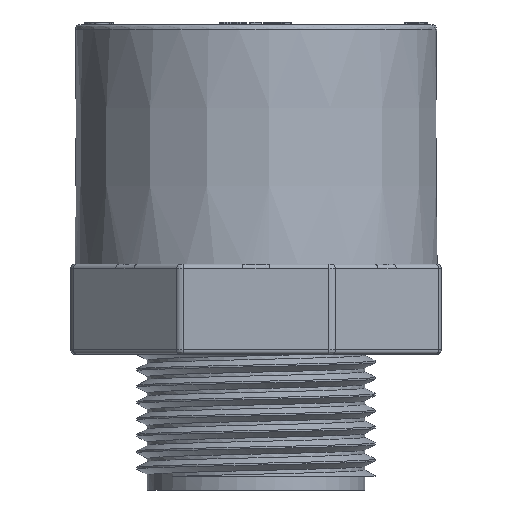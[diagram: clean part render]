
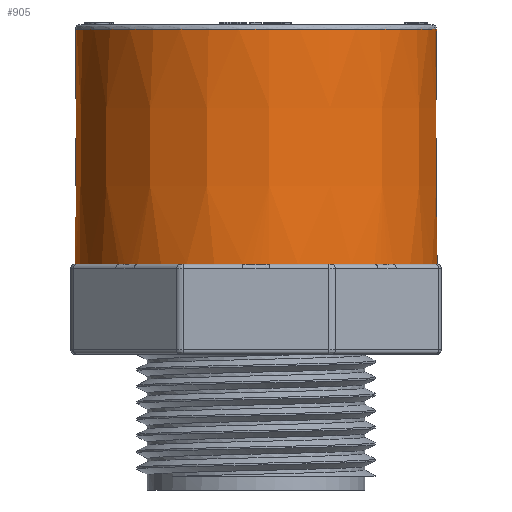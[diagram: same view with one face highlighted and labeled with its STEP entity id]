
A CAD part, front view. The second image highlights one B-rep face of the part: STEP entity #905.
In plain terms, the highlighted conical face has half-angle 0.116 degrees and reference radius 20 mm.
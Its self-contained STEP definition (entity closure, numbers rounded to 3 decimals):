
#50=CONICAL_SURFACE('',#14098,20.,0.116);
#905=ADVANCED_FACE('',(#3952,#3953),#50,.T.);
#3837=CIRCLE('',#14072,20.054);
#3839=CIRCLE('',#14075,20.054);
#3840=CIRCLE('',#14077,20.054);
#3843=CIRCLE('',#14081,20.054);
#3845=CIRCLE('',#14085,20.001);
#3846=CIRCLE('',#14086,20.054);
#3847=CIRCLE('',#14087,20.054);
#3848=CIRCLE('',#14088,20.054);
#3849=CIRCLE('',#14089,20.054);
#3850=CIRCLE('',#14090,20.054);
#3851=CIRCLE('',#14091,20.054);
#3852=CIRCLE('',#14092,20.054);
#3853=CIRCLE('',#14093,20.054);
#3854=CIRCLE('',#14094,20.054);
#3855=CIRCLE('',#14095,20.054);
#3856=CIRCLE('',#14096,20.054);
#3857=CIRCLE('',#14097,20.054);
#3952=FACE_BOUND('',#4040,.T.);
#3953=FACE_BOUND('',#4041,.T.);
#4040=EDGE_LOOP('',(#5428));
#4041=EDGE_LOOP('',(#5429,#5430,#5431,#5432,#5433,#5434,#5435,#5436,#5437,
#5438,#5439,#5440,#5441,#5442,#5443,#5444));
#5428=ORIENTED_EDGE('',*,*,#11121,.T.);
#5429=ORIENTED_EDGE('',*,*,#11122,.T.);
#5430=ORIENTED_EDGE('',*,*,#11123,.T.);
#5431=ORIENTED_EDGE('',*,*,#11110,.T.);
#5432=ORIENTED_EDGE('',*,*,#11124,.T.);
#5433=ORIENTED_EDGE('',*,*,#11106,.T.);
#5434=ORIENTED_EDGE('',*,*,#11125,.T.);
#5435=ORIENTED_EDGE('',*,*,#11112,.T.);
#5436=ORIENTED_EDGE('',*,*,#11126,.T.);
#5437=ORIENTED_EDGE('',*,*,#11118,.T.);
#5438=ORIENTED_EDGE('',*,*,#11127,.T.);
#5439=ORIENTED_EDGE('',*,*,#11128,.T.);
#5440=ORIENTED_EDGE('',*,*,#11129,.T.);
#5441=ORIENTED_EDGE('',*,*,#11130,.T.);
#5442=ORIENTED_EDGE('',*,*,#11131,.T.);
#5443=ORIENTED_EDGE('',*,*,#11132,.T.);
#5444=ORIENTED_EDGE('',*,*,#11133,.T.);
#9657=VERTEX_POINT('',#22426);
#9658=VERTEX_POINT('',#22428);
#9661=VERTEX_POINT('',#22435);
#9662=VERTEX_POINT('',#22437);
#9663=VERTEX_POINT('',#22441);
#9664=VERTEX_POINT('',#22442);
#9669=VERTEX_POINT('',#22453);
#9670=VERTEX_POINT('',#22455);
#9672=VERTEX_POINT('',#22462);
#9673=VERTEX_POINT('',#22464);
#9674=VERTEX_POINT('',#22465);
#9675=VERTEX_POINT('',#22471);
#9676=VERTEX_POINT('',#22473);
#9677=VERTEX_POINT('',#22475);
#9678=VERTEX_POINT('',#22477);
#9679=VERTEX_POINT('',#22479);
#9680=VERTEX_POINT('',#22481);
#11106=EDGE_CURVE('',#9658,#9657,#3837,.T.);
#11110=EDGE_CURVE('',#9662,#9661,#3839,.T.);
#11112=EDGE_CURVE('',#9663,#9664,#3840,.T.);
#11118=EDGE_CURVE('',#9670,#9669,#3843,.T.);
#11121=EDGE_CURVE('',#9672,#9672,#3845,.T.);
#11122=EDGE_CURVE('',#9673,#9674,#3846,.T.);
#11123=EDGE_CURVE('',#9674,#9662,#3847,.T.);
#11124=EDGE_CURVE('',#9661,#9658,#3848,.T.);
#11125=EDGE_CURVE('',#9657,#9663,#3849,.T.);
#11126=EDGE_CURVE('',#9664,#9670,#3850,.T.);
#11127=EDGE_CURVE('',#9669,#9675,#3851,.T.);
#11128=EDGE_CURVE('',#9675,#9676,#3852,.T.);
#11129=EDGE_CURVE('',#9676,#9677,#3853,.T.);
#11130=EDGE_CURVE('',#9677,#9678,#3854,.T.);
#11131=EDGE_CURVE('',#9678,#9679,#3855,.T.);
#11132=EDGE_CURVE('',#9679,#9680,#3856,.T.);
#11133=EDGE_CURVE('',#9680,#9673,#3857,.T.);
#14072=AXIS2_PLACEMENT_3D('',#22427,#15048,#15049);
#14075=AXIS2_PLACEMENT_3D('',#22436,#15056,#15057);
#14077=AXIS2_PLACEMENT_3D('',#22440,#15061,#15062);
#14081=AXIS2_PLACEMENT_3D('',#22454,#15072,#15073);
#14085=AXIS2_PLACEMENT_3D('',#22461,#15081,#15082);
#14086=AXIS2_PLACEMENT_3D('',#22463,#15083,#15084);
#14087=AXIS2_PLACEMENT_3D('',#22466,#15085,#15086);
#14088=AXIS2_PLACEMENT_3D('',#22467,#15087,#15088);
#14089=AXIS2_PLACEMENT_3D('',#22468,#15089,#15090);
#14090=AXIS2_PLACEMENT_3D('',#22469,#15091,#15092);
#14091=AXIS2_PLACEMENT_3D('',#22470,#15093,#15094);
#14092=AXIS2_PLACEMENT_3D('',#22472,#15095,#15096);
#14093=AXIS2_PLACEMENT_3D('',#22474,#15097,#15098);
#14094=AXIS2_PLACEMENT_3D('',#22476,#15099,#15100);
#14095=AXIS2_PLACEMENT_3D('',#22478,#15101,#15102);
#14096=AXIS2_PLACEMENT_3D('',#22480,#15103,#15104);
#14097=AXIS2_PLACEMENT_3D('',#22482,#15105,#15106);
#14098=AXIS2_PLACEMENT_3D('',#22483,#15107,#15108);
#15048=DIRECTION('',(0.,0.,1.));
#15049=DIRECTION('',(0.,-1.,0.));
#15056=DIRECTION('',(0.,0.,1.));
#15057=DIRECTION('',(0.,-1.,0.));
#15061=DIRECTION('',(0.,0.,1.));
#15062=DIRECTION('',(0.,-1.,0.));
#15072=DIRECTION('',(0.,0.,1.));
#15073=DIRECTION('',(0.,-1.,0.));
#15081=DIRECTION('',(0.,0.,-1.));
#15082=DIRECTION('',(0.,1.,0.));
#15083=DIRECTION('',(0.,0.,1.));
#15084=DIRECTION('',(0.,-1.,0.));
#15085=DIRECTION('',(0.,0.,1.));
#15086=DIRECTION('',(0.,-1.,0.));
#15087=DIRECTION('',(0.,0.,1.));
#15088=DIRECTION('',(0.,-1.,0.));
#15089=DIRECTION('',(0.,0.,1.));
#15090=DIRECTION('',(0.,-1.,0.));
#15091=DIRECTION('',(0.,0.,1.));
#15092=DIRECTION('',(0.,-1.,0.));
#15093=DIRECTION('',(0.,0.,1.));
#15094=DIRECTION('',(0.,-1.,0.));
#15095=DIRECTION('',(0.,0.,1.));
#15096=DIRECTION('',(0.,-1.,0.));
#15097=DIRECTION('',(0.,0.,1.));
#15098=DIRECTION('',(0.,-1.,0.));
#15099=DIRECTION('',(0.,0.,1.));
#15100=DIRECTION('',(0.,-1.,0.));
#15101=DIRECTION('',(0.,0.,1.));
#15102=DIRECTION('',(0.,-1.,0.));
#15103=DIRECTION('',(0.,0.,1.));
#15104=DIRECTION('',(0.,-1.,0.));
#15105=DIRECTION('',(0.,0.,1.));
#15106=DIRECTION('',(0.,-1.,0.));
#15107=DIRECTION('',(0.,0.,-1.));
#15108=DIRECTION('',(0.,-1.,0.));
#22426=CARTESIAN_POINT('',(169.,333.969,19.004));
#22427=CARTESIAN_POINT('',(189.,332.5,19.004));
#22428=CARTESIAN_POINT('',(173.819,345.604,19.004));
#22435=CARTESIAN_POINT('',(175.896,347.681,19.004));
#22436=CARTESIAN_POINT('',(189.,332.5,19.004));
#22437=CARTESIAN_POINT('',(187.531,352.5,19.004));
#22440=CARTESIAN_POINT('',(189.,332.5,19.004));
#22441=CARTESIAN_POINT('',(169.,331.031,19.004));
#22442=CARTESIAN_POINT('',(173.819,319.396,19.004));
#22453=CARTESIAN_POINT('',(187.531,312.5,19.004));
#22454=CARTESIAN_POINT('',(189.,332.5,19.004));
#22455=CARTESIAN_POINT('',(175.896,317.319,19.004));
#22461=CARTESIAN_POINT('',(189.,332.5,45.005));
#22462=CARTESIAN_POINT('',(189.,352.501,45.005));
#22463=CARTESIAN_POINT('',(189.,332.5,19.004));
#22464=CARTESIAN_POINT('',(202.104,347.681,19.004));
#22465=CARTESIAN_POINT('',(190.469,352.5,19.004));
#22466=CARTESIAN_POINT('',(189.,332.5,19.004));
#22467=CARTESIAN_POINT('',(189.,332.5,19.004));
#22468=CARTESIAN_POINT('',(189.,332.5,19.004));
#22469=CARTESIAN_POINT('',(189.,332.5,19.004));
#22470=CARTESIAN_POINT('',(189.,332.5,19.004));
#22471=CARTESIAN_POINT('',(190.469,312.5,19.004));
#22472=CARTESIAN_POINT('',(189.,332.5,19.004));
#22473=CARTESIAN_POINT('',(202.104,317.319,19.004));
#22474=CARTESIAN_POINT('',(189.,332.5,19.004));
#22475=CARTESIAN_POINT('',(204.181,319.396,19.004));
#22476=CARTESIAN_POINT('',(189.,332.5,19.004));
#22477=CARTESIAN_POINT('',(209.,331.031,19.004));
#22478=CARTESIAN_POINT('',(189.,332.5,19.004));
#22479=CARTESIAN_POINT('',(209.,333.969,19.004));
#22480=CARTESIAN_POINT('',(189.,332.5,19.004));
#22481=CARTESIAN_POINT('',(204.181,345.604,19.004));
#22482=CARTESIAN_POINT('',(189.,332.5,19.004));
#22483=CARTESIAN_POINT('',(189.,332.5,45.504));
